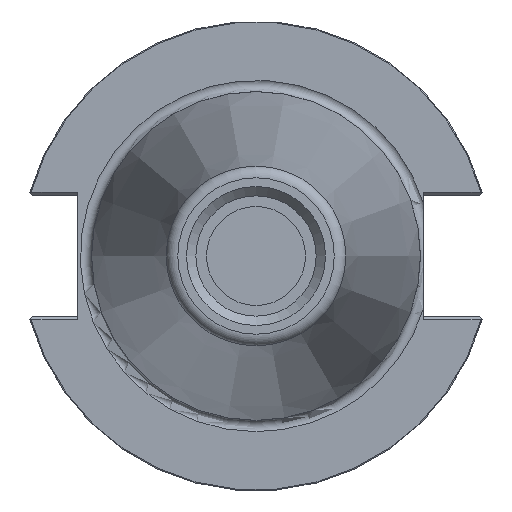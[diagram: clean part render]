
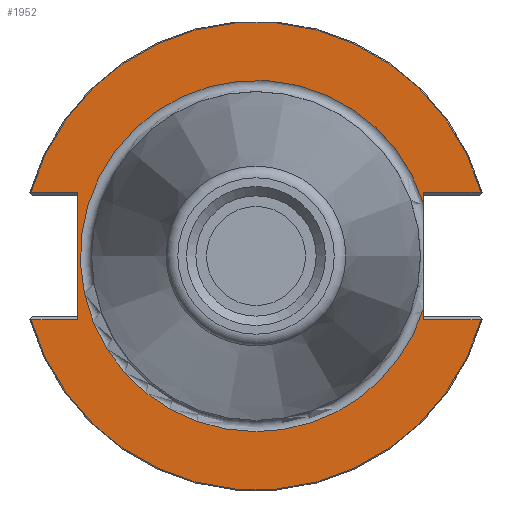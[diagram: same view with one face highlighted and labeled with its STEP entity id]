
A CAD part, left-side view. The second image highlights one B-rep face of the part: STEP entity #1952.
In plain terms, the highlighted planar face has unit normal (-1, 0, 0).
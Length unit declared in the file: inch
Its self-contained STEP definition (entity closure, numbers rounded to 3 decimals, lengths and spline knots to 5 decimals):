
#112=CIRCLE('',#2103,1.245);
#114=CIRCLE('',#2109,1.245);
#115=CIRCLE('',#2110,0.93468);
#116=CIRCLE('',#2111,0.93468);
#178=FACE_OUTER_BOUND('',#290,.T.);
#290=EDGE_LOOP('',(#1317,#1318,#1319,#1320,#1321,#1322,#1323,#1324,#1325,
#1326,#1327));
#463=LINE('',#2750,#610);
#464=LINE('',#2772,#611);
#485=LINE('',#2889,#632);
#487=LINE('',#2893,#634);
#488=LINE('',#2895,#635);
#489=LINE('',#2897,#636);
#490=LINE('',#2900,#637);
#610=VECTOR('',#2254,0.0526);
#611=VECTOR('',#2255,0.0526);
#632=VECTOR('',#2344,0.30821);
#634=VECTOR('',#2348,0.24821);
#635=VECTOR('',#2349,0.67625);
#636=VECTOR('',#2350,0.24821);
#637=VECTOR('',#2353,0.30821);
#757=VERTEX_POINT('',#2747);
#758=VERTEX_POINT('',#2749);
#759=VERTEX_POINT('',#2751);
#760=VERTEX_POINT('',#2771);
#784=VERTEX_POINT('',#2845);
#785=VERTEX_POINT('',#2854);
#792=VERTEX_POINT('',#2892);
#793=VERTEX_POINT('',#2894);
#794=VERTEX_POINT('',#2896);
#795=VERTEX_POINT('',#2898);
#796=VERTEX_POINT('',#2901);
#947=EDGE_CURVE('',#758,#757,#463,.T.);
#949=EDGE_CURVE('',#760,#759,#464,.T.);
#985=EDGE_CURVE('',#784,#785,#112,.T.);
#994=EDGE_CURVE('',#757,#785,#485,.T.);
#996=EDGE_CURVE('',#792,#784,#487,.T.);
#997=EDGE_CURVE('',#793,#792,#488,.T.);
#998=EDGE_CURVE('',#794,#793,#489,.T.);
#999=EDGE_CURVE('',#795,#794,#114,.T.);
#1000=EDGE_CURVE('',#795,#760,#490,.T.);
#1001=EDGE_CURVE('',#759,#796,#115,.T.);
#1002=EDGE_CURVE('',#796,#758,#116,.T.);
#1317=ORIENTED_EDGE('',*,*,#985,.F.);
#1318=ORIENTED_EDGE('',*,*,#996,.F.);
#1319=ORIENTED_EDGE('',*,*,#997,.F.);
#1320=ORIENTED_EDGE('',*,*,#998,.F.);
#1321=ORIENTED_EDGE('',*,*,#999,.F.);
#1322=ORIENTED_EDGE('',*,*,#1000,.T.);
#1323=ORIENTED_EDGE('',*,*,#949,.T.);
#1324=ORIENTED_EDGE('',*,*,#1001,.T.);
#1325=ORIENTED_EDGE('',*,*,#1002,.T.);
#1326=ORIENTED_EDGE('',*,*,#947,.T.);
#1327=ORIENTED_EDGE('',*,*,#994,.T.);
#1828=PLANE('',#2108);
#1952=ADVANCED_FACE('',(#178),#1828,.T.);
#2103=AXIS2_PLACEMENT_3D('',#2855,#2331,#2332);
#2108=AXIS2_PLACEMENT_3D('',#2891,#2346,#2347);
#2109=AXIS2_PLACEMENT_3D('',#2899,#2351,#2352);
#2110=AXIS2_PLACEMENT_3D('',#2902,#2354,#2355);
#2111=AXIS2_PLACEMENT_3D('',#2903,#2356,#2357);
#2254=DIRECTION('',(0.,0.,1.));
#2255=DIRECTION('',(0.,0.,1.));
#2331=DIRECTION('center_axis',(1.,0.,0.));
#2332=DIRECTION('ref_axis',(0.,0.,
1.));
#2344=DIRECTION('',(0.,-1.,0.));
#2346=DIRECTION('center_axis',(-1.,0.,0.));
#2347=DIRECTION('ref_axis',(0.,0.,1.));
#2348=DIRECTION('',(0.,1.,0.));
#2349=DIRECTION('',(0.,0.,1.));
#2350=DIRECTION('',(0.,-1.,0.));
#2351=DIRECTION('center_axis',(1.,0.,0.));
#2352=DIRECTION('ref_axis',(0.,0.,
-1.));
#2353=DIRECTION('',(0.,1.,0.));
#2354=DIRECTION('center_axis',(1.,0.,0.));
#2355=DIRECTION('ref_axis',(0.,0.,1.));
#2356=DIRECTION('center_axis',(1.,0.,0.));
#2357=DIRECTION('ref_axis',(0.,0.,1.));
#2747=CARTESIAN_POINT('',(-1.17746,-0.89001,0.33812));
#2749=CARTESIAN_POINT('',(-1.17746,-0.89001,0.28553));
#2750=CARTESIAN_POINT('',(-1.17746,-0.89001,0.));
#2751=CARTESIAN_POINT('',(-1.17746,-0.89001,-0.28553));
#2771=CARTESIAN_POINT('',(-1.17746,-0.89001,-0.33813));
#2772=CARTESIAN_POINT('',(-1.17746,-0.89001,0.));
#2845=CARTESIAN_POINT('',(-1.17746,1.19819,0.33812));
#2854=CARTESIAN_POINT('',(-1.17746,-1.19822,0.33812));
#2855=CARTESIAN_POINT('Origin',(-1.17746,-0.00001,
0.));
#2889=CARTESIAN_POINT('',(-1.17746,-0.90251,0.33812));
#2891=CARTESIAN_POINT('Origin',(-1.17746,-0.87501,0.));
#2892=CARTESIAN_POINT('',(-1.17746,0.94999,0.33812));
#2893=CARTESIAN_POINT('',(-1.17746,0.02749,0.33812));
#2894=CARTESIAN_POINT('',(-1.17746,0.94999,-0.33813));
#2895=CARTESIAN_POINT('',(-1.17746,0.94999,-0.33813));
#2896=CARTESIAN_POINT('',(-1.17746,1.19819,-0.33813));
#2897=CARTESIAN_POINT('',(-1.17746,0.27749,-0.33813));
#2898=CARTESIAN_POINT('',(-1.17746,-1.19822,-0.33813));
#2899=CARTESIAN_POINT('Origin',(-1.17746,-0.00001,
0.));
#2900=CARTESIAN_POINT('',(-1.17746,-0.90251,-0.33813));
#2901=CARTESIAN_POINT('',(-1.17746,-0.00001,-0.93468));
#2902=CARTESIAN_POINT('Origin',(-1.17746,-0.00001,
0.));
#2903=CARTESIAN_POINT('Origin',(-1.17746,-0.00001,
0.));
